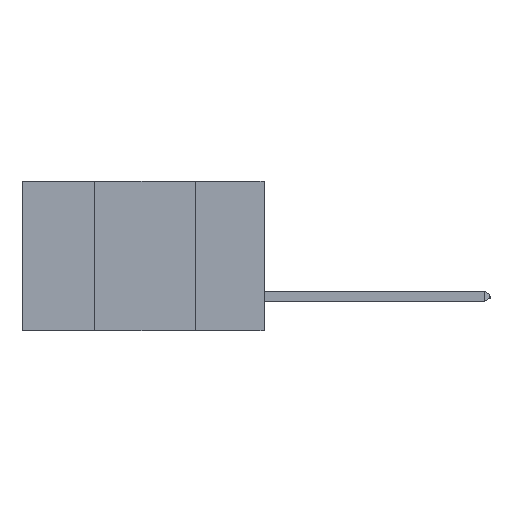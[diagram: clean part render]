
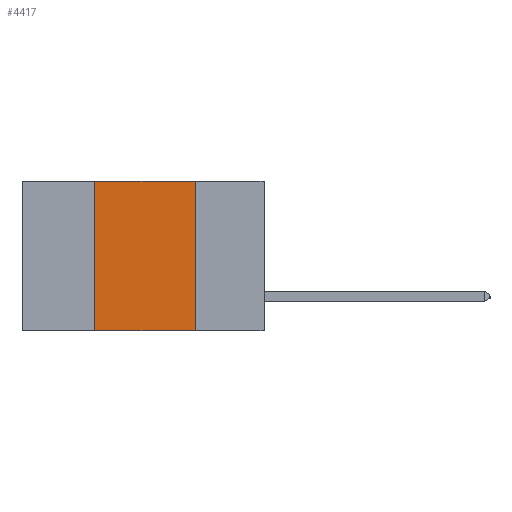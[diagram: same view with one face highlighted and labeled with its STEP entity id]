
A CAD part, left-side view. The second image highlights one B-rep face of the part: STEP entity #4417.
In plain terms, the highlighted planar face has unit normal (-1, 0, 0).
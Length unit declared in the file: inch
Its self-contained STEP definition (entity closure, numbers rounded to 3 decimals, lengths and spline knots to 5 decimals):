
#266 = CARTESIAN_POINT ( 'NONE',  ( 0., 0.42, -0.37 ) ) ;
#554 = VERTEX_POINT ( 'NONE', #11014 ) ;
#568 = AXIS2_PLACEMENT_3D ( 'NONE', #10904, #11217, #9424 ) ;
#675 = ORIENTED_EDGE ( 'NONE', *, *, #8208, .F. ) ;
#2244 = CARTESIAN_POINT ( 'NONE',  ( 0., 0.6, 0. ) ) ;
#2712 = CARTESIAN_POINT ( 'NONE',  ( 0., 0.42, 0. ) ) ;
#2727 = LINE ( 'NONE', #2244, #7462 ) ;
#3511 = VECTOR ( 'NONE', #9834, 39.37008 ) ;
#3895 = EDGE_CURVE ( 'NONE', #10423, #554, #5899, .T. ) ;
#4238 = EDGE_LOOP ( 'NONE', ( #10441, #8737, #675, #5556 ) ) ;
#4417 = ADVANCED_FACE ( 'NONE', ( #11863 ), #9335, .F. ) ;
#4743 = DIRECTION ( 'NONE',  ( 0., 0., 1. ) ) ;
#5556 = ORIENTED_EDGE ( 'NONE', *, *, #11222, .T. ) ;
#5801 = VERTEX_POINT ( 'NONE', #8679 ) ;
#5899 = LINE ( 'NONE', #8001, #10374 ) ;
#6053 = LINE ( 'NONE', #8895, #3511 ) ;
#6089 = CARTESIAN_POINT ( 'NONE',  ( 0., 0.17, 0. ) ) ;
#6542 = VECTOR ( 'NONE', #4743, 39.37008 ) ;
#7462 = VECTOR ( 'NONE', #9787, 39.37008 ) ;
#7908 = DIRECTION ( 'NONE',  ( 0., 0., -1. ) ) ;
#8001 = CARTESIAN_POINT ( 'NONE',  ( 0., 0.17, 0. ) ) ;
#8208 = EDGE_CURVE ( 'NONE', #9166, #5801, #8887, .T. ) ;
#8679 = CARTESIAN_POINT ( 'NONE',  ( 0., 0.42, 0. ) ) ;
#8737 = ORIENTED_EDGE ( 'NONE', *, *, #9784, .F. ) ;
#8887 = LINE ( 'NONE', #2712, #6542 ) ;
#8895 = CARTESIAN_POINT ( 'NONE',  ( 0., 0.6, -0.37 ) ) ;
#9166 = VERTEX_POINT ( 'NONE', #266 ) ;
#9335 = PLANE ( 'NONE',  #568 ) ;
#9424 = DIRECTION ( 'NONE',  ( 0., 0., -1. ) ) ;
#9784 = EDGE_CURVE ( 'NONE', #5801, #10423, #2727, .T. ) ;
#9787 = DIRECTION ( 'NONE',  ( 0., -1., 0. ) ) ;
#9834 = DIRECTION ( 'NONE',  ( 0., -1., 0. ) ) ;
#10374 = VECTOR ( 'NONE', #7908, 39.37008 ) ;
#10423 = VERTEX_POINT ( 'NONE', #6089 ) ;
#10441 = ORIENTED_EDGE ( 'NONE', *, *, #3895, .F. ) ;
#10904 = CARTESIAN_POINT ( 'NONE',  ( 0., 0.6, 0. ) ) ;
#11014 = CARTESIAN_POINT ( 'NONE',  ( 0., 0.17, -0.37 ) ) ;
#11217 = DIRECTION ( 'NONE',  ( 1., 0., 0. ) ) ;
#11222 = EDGE_CURVE ( 'NONE', #9166, #554, #6053, .T. ) ;
#11863 = FACE_OUTER_BOUND ( 'NONE', #4238, .T. ) ;
